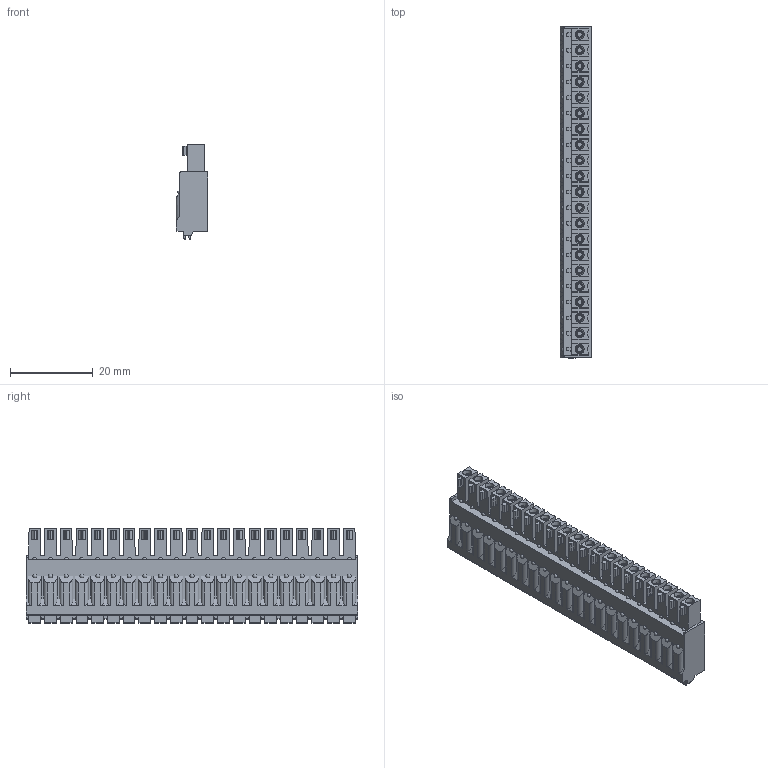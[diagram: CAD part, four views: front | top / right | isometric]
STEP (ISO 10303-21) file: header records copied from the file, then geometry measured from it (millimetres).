
FILE_DESCRIPTION((''),'2;1');
FILE_NAME('TLPS-107-04P-X','2024-09-20T',('sheji'),(''),'PRO/ENGINEER BY PARAMETRIC TECHNOLOGY CORPORATION, 2015240','PRO/ENGINEER BY PARAMETRIC TECHNOLOGY CORPORATION, 2015240','');
FILE_SCHEMA(('CONFIG_CONTROL_DESIGN'));
Length unit declared in the file: millimetre
Products named in the file (1): TLPS-107-04P-X
Bounding box: 7.75 x 80.4 x 22.9 mm (x, y, z)
Volume: 9546 mm3; surface area: 7173.3 mm2
Topology: 1 solids, 1 shells, 1347 faces, 3735 edges, 2452 vertices
Faces by surface type: plane 667, cylinder 470, cone 126, torus 42, sphere 42
Entity records: 43957 total; most frequent: CARTESIAN_POINT 8628, DIRECTION 7591, ORIENTED_EDGE 7386, EDGE_CURVE 3693, AXIS2_PLACEMENT_3D 2719, VERTEX_POINT 2452, VECTOR 2153, LINE 2153
